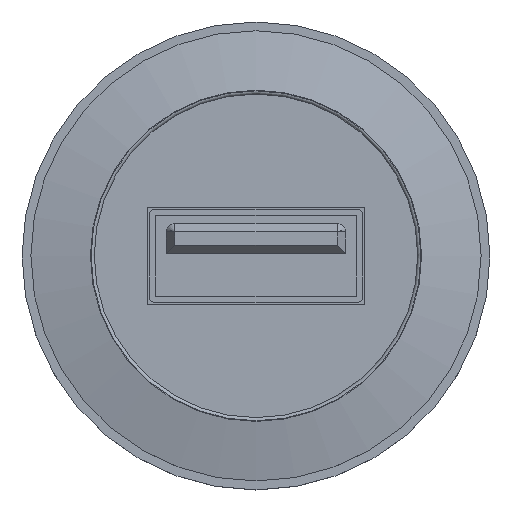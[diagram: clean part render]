
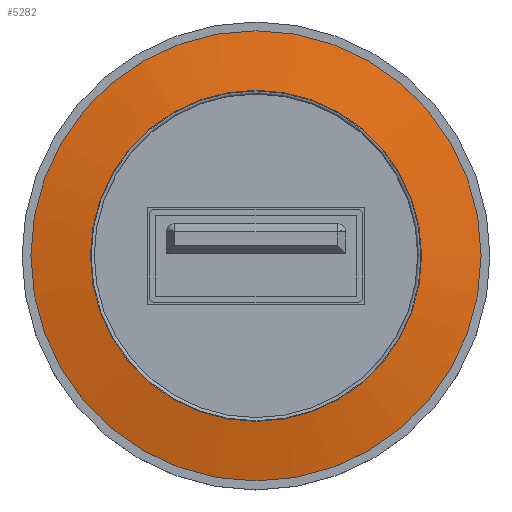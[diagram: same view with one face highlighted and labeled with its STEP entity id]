
A CAD part, top view. The second image highlights one B-rep face of the part: STEP entity #5282.
In plain terms, the highlighted conical face has half-angle 78.5 degrees and reference radius 12.107 mm.
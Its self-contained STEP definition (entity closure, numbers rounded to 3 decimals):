
#338=CONICAL_SURFACE($,#5622,12.107,78.5);
#685=FACE_OUTER_BOUND($,#1045,.T.);
#730=FACE_BOUND($,#1046,.T.);
#1045=EDGE_LOOP($,(#4870));
#1046=EDGE_LOOP($,(#4871));
#1146=CIRCLE($,#5570,10.264);
#1160=CIRCLE($,#5621,13.95);
#2506=VERTEX_POINT($,#11104);
#2521=VERTEX_POINT($,#15203);
#3215=EDGE_CURVE($,#2506,#2506,#1146,.T.);
#3306=EDGE_CURVE($,#2521,#2521,#1160,.T.);
#4870=ORIENTED_EDGE($,*,*,#3215,.F.);
#4871=ORIENTED_EDGE($,*,*,#3306,.T.);
#5282=ADVANCED_FACE($,(#685,#730),#338,.T.);
#5570=AXIS2_PLACEMENT_3D($,#11105,#6605,#6606);
#5621=AXIS2_PLACEMENT_3D($,#15204,#6716,#6717);
#5622=AXIS2_PLACEMENT_3D($,#15205,#6718,#6719);
#6605=DIRECTION('center_axis',(0.,0.,
1.));
#6606=DIRECTION('ref_axis',(1.,0.,0.));
#6716=DIRECTION('center_axis',(0.,0.,
1.));
#6717=DIRECTION('ref_axis',(1.,0.,0.));
#6718=DIRECTION('center_axis',(0.,0.,
-1.));
#6719=DIRECTION('ref_axis',(1.,0.,0.));
#11104=CARTESIAN_POINT('',(10.264,0.,1.5));
#11105=CARTESIAN_POINT('Origin',(0.,0.,
1.5));
#15203=CARTESIAN_POINT('',(13.95,0.,0.75));
#15204=CARTESIAN_POINT('Origin',(0.,0.,
0.75));
#15205=CARTESIAN_POINT('Origin',(0.,0.,
1.125));
